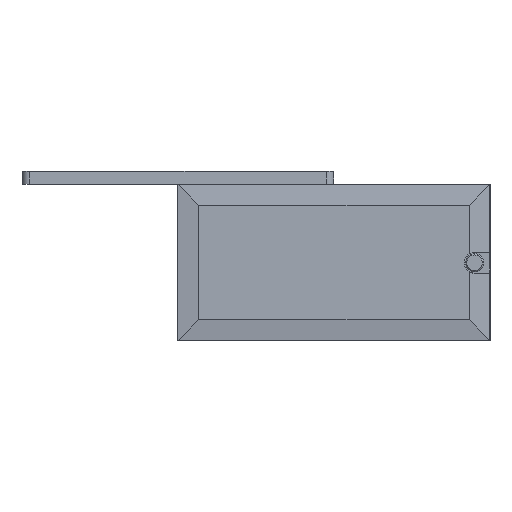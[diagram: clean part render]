
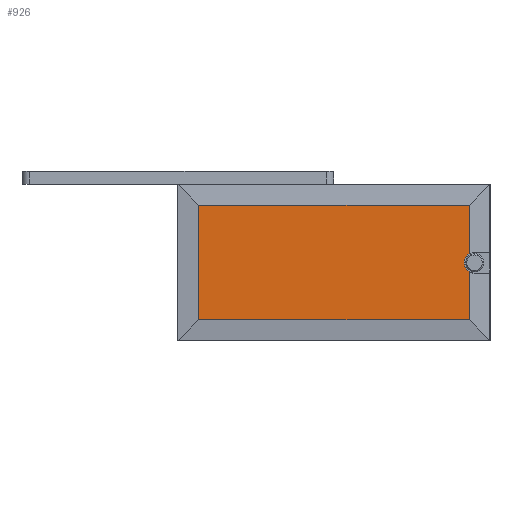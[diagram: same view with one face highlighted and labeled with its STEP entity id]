
A CAD part, left-side view. The second image highlights one B-rep face of the part: STEP entity #926.
In plain terms, the highlighted planar face has unit normal (-1, 0, 0).
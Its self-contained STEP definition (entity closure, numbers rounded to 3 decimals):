
#78 = CARTESIAN_POINT ( 'NONE',  ( -37., -52., -15. ) ) ;
#226 = EDGE_CURVE ( 'NONE', #649, #398, #3081, .T. ) ;
#229 = CARTESIAN_POINT ( 'NONE',  ( -37., 52., -8. ) ) ;
#322 = ORIENTED_EDGE ( 'NONE', *, *, #2633, .T. ) ;
#398 = VERTEX_POINT ( 'NONE', #229 ) ;
#406 = VECTOR ( 'NONE', #2081, 1000. ) ;
#501 = CARTESIAN_POINT ( 'NONE',  ( -37., -52., -33.504 ) ) ;
#526 = VECTOR ( 'NONE', #1604, 1000. ) ;
#573 = ORIENTED_EDGE ( 'NONE', *, *, #226, .F. ) ;
#584 = VECTOR ( 'NONE', #1768, 1000. ) ;
#605 = CARTESIAN_POINT ( 'NONE',  ( -37., -52., -52. ) ) ;
#649 = VERTEX_POINT ( 'NONE', #1657 ) ;
#715 = VECTOR ( 'NONE', #1535, 1000. ) ;
#763 = AXIS2_PLACEMENT_3D ( 'NONE', #2629, #2332, #1296 ) ;
#771 = CARTESIAN_POINT ( 'NONE',  ( -37., -52., -8. ) ) ;
#798 = EDGE_CURVE ( 'NONE', #2641, #3224, #2491, .T. ) ;
#805 = DIRECTION ( 'NONE',  ( 0., 0., 1. ) ) ;
#815 = EDGE_CURVE ( 'NONE', #398, #2641, #1002, .T. ) ;
#926 = ADVANCED_FACE ( 'NONE', ( #3437 ), #2624, .T. ) ;
#990 = VECTOR ( 'NONE', #1933, 1000. ) ;
#1002 = LINE ( 'NONE', #3120, #715 ) ;
#1004 = CARTESIAN_POINT ( 'NONE',  ( -37., -52., -15. ) ) ;
#1296 = DIRECTION ( 'NONE',  ( 0., 0., 1. ) ) ;
#1412 = CARTESIAN_POINT ( 'NONE',  ( -37., -52., -26.696 ) ) ;
#1444 = LINE ( 'NONE', #1576, #526 ) ;
#1486 = ORIENTED_EDGE ( 'NONE', *, *, #1498, .F. ) ;
#1498 = EDGE_CURVE ( 'NONE', #2221, #649, #1444, .T. ) ;
#1535 = DIRECTION ( 'NONE',  ( 0., -1., 0. ) ) ;
#1576 = CARTESIAN_POINT ( 'NONE',  ( -37., -30., -52. ) ) ;
#1604 = DIRECTION ( 'NONE',  ( 0., 1., 0. ) ) ;
#1657 = CARTESIAN_POINT ( 'NONE',  ( -37., 52., -52. ) ) ;
#1668 = EDGE_CURVE ( 'NONE', #3439, #2221, #2361, .T. ) ;
#1688 = AXIS2_PLACEMENT_3D ( 'NONE', #3427, #2636, #805 ) ;
#1754 = CARTESIAN_POINT ( 'NONE',  ( -37., 52., -45. ) ) ;
#1768 = DIRECTION ( 'NONE',  ( 0., 0., 1. ) ) ;
#1933 = DIRECTION ( 'NONE',  ( 0., 0., -1. ) ) ;
#1997 = ORIENTED_EDGE ( 'NONE', *, *, #798, .F. ) ;
#2023 = ORIENTED_EDGE ( 'NONE', *, *, #815, .F. ) ;
#2081 = DIRECTION ( 'NONE',  ( 0., 0., -1. ) ) ;
#2221 = VERTEX_POINT ( 'NONE', #605 ) ;
#2332 = DIRECTION ( 'NONE',  ( 1., 0., 0. ) ) ;
#2361 = LINE ( 'NONE', #78, #990 ) ;
#2491 = LINE ( 'NONE', #1004, #406 ) ;
#2624 = PLANE ( 'NONE',  #1688 ) ;
#2629 = CARTESIAN_POINT ( 'NONE',  ( -37., -54.1, -30.1 ) ) ;
#2633 = EDGE_CURVE ( 'NONE', #3439, #3224, #2637, .T. ) ;
#2636 = DIRECTION ( 'NONE',  ( -1., 0., 0. ) ) ;
#2637 = CIRCLE ( 'NONE', #763, 4. ) ;
#2641 = VERTEX_POINT ( 'NONE', #771 ) ;
#2759 = EDGE_LOOP ( 'NONE', ( #1486, #2942, #322, #1997, #2023, #573 ) ) ;
#2942 = ORIENTED_EDGE ( 'NONE', *, *, #1668, .F. ) ;
#3081 = LINE ( 'NONE', #1754, #584 ) ;
#3120 = CARTESIAN_POINT ( 'NONE',  ( -37., 30., -8. ) ) ;
#3224 = VERTEX_POINT ( 'NONE', #1412 ) ;
#3427 = CARTESIAN_POINT ( 'NONE',  ( -37., 0., -30. ) ) ;
#3437 = FACE_OUTER_BOUND ( 'NONE', #2759, .T. ) ;
#3439 = VERTEX_POINT ( 'NONE', #501 ) ;
